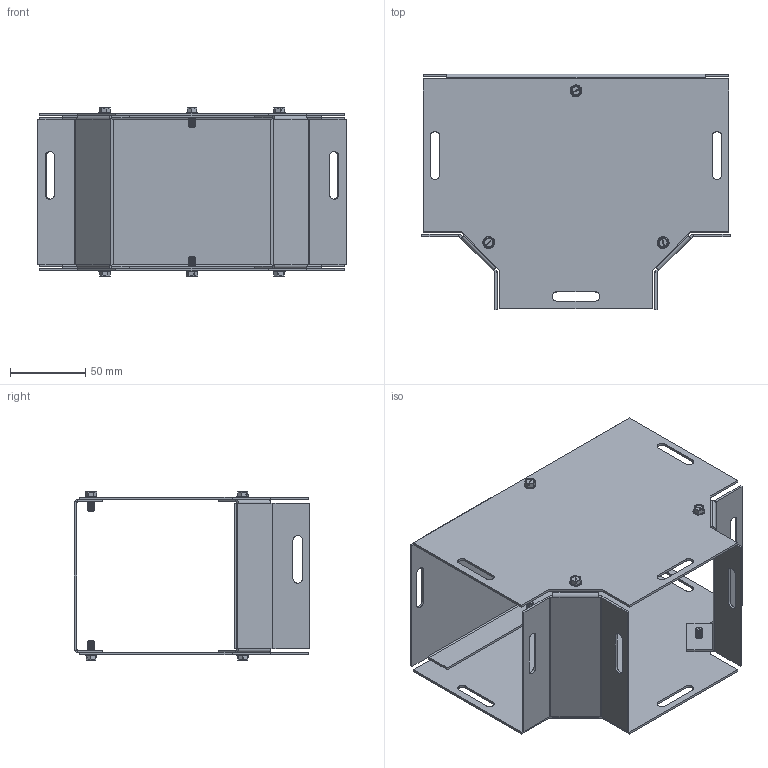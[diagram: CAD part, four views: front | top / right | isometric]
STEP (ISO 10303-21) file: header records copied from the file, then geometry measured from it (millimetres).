
FILE_DESCRIPTION(/* description */ ('TEE WIREWAY FITTING, TOP & BOTTOM, CS, 4X4'),/* implementation_level */ '2;1');
FILE_NAME(/* name */ 'T0404.stp',/* time_stamp */ '2015-09-11T12:50:33+05:00',/* author */ ('schinnathambi'),/* organization */ (''),/* preprocessor_version */ 'ST-DEVELOPER v15.2',/* originating_system */ 'Autodesk Inventor 2014',/* authorisation */ '');
FILE_SCHEMA (('AUTOMOTIVE_DESIGN { 1 0 10303 214 3 1 1 }'));
Length unit declared in the file: inch
Products named in the file (5): T0404TB; T0404BKP; T0404BK; 372141; T0404
Assembly tree (11 placements, depth 2):
  T0404
    T0404TB  x2
    T0404BKP
    T0404BK  x2
    372141  x6
Bounding box: 204.76 x 156.35 x 111.61 mm (x, y, z)
Volume: 151396.9 mm3; surface area: 199133.6 mm2
Topology: 11 solids, 11 shells, 670 faces, 1588 edges, 946 vertices
Faces by surface type: plane 308, cone 162, cylinder 128, torus 72
Full cylindrical faces by diameter (mm): 4.343 x6, 4.595 x48, 6.35 x6, 7.938 x6
Entity records: 6089 total; most frequent: CARTESIAN_POINT 1114, DIRECTION 998, ORIENTED_EDGE 912, EDGE_CURVE 456, AXIS2_PLACEMENT_3D 348, LINE 302, VECTOR 302, VERTEX_POINT 300
